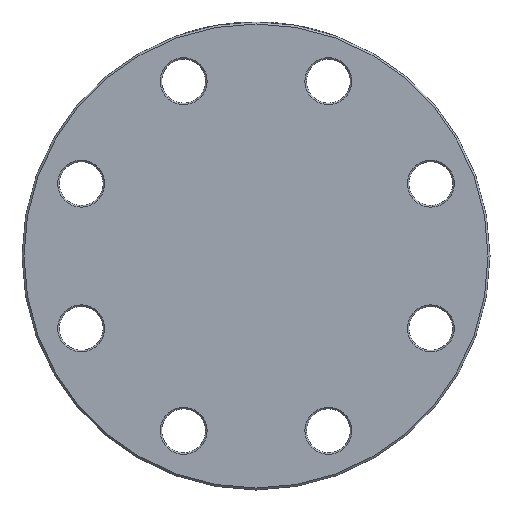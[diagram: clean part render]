
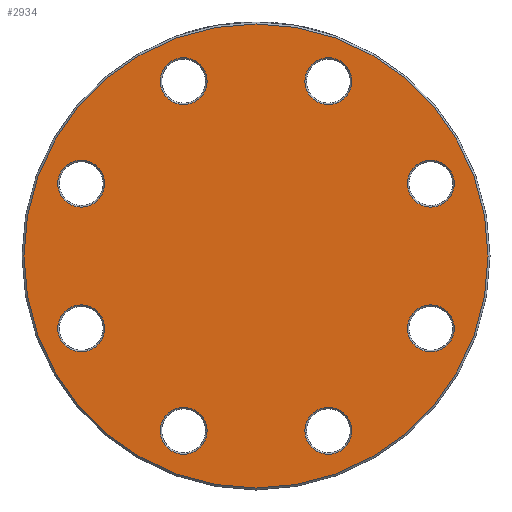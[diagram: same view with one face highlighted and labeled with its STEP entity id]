
A CAD part, left-side view. The second image highlights one B-rep face of the part: STEP entity #2934.
In plain terms, the highlighted planar face has unit normal (-1, 0, 0).
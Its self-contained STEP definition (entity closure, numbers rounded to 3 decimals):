
#123 = VERTEX_POINT ( 'NONE', #3925 ) ;
#126 = ORIENTED_EDGE ( 'NONE', *, *, #4102, .T. ) ;
#137 = CARTESIAN_POINT ( 'NONE',  ( 0., -36.355, 87.769 ) ) ;
#148 = CARTESIAN_POINT ( 'NONE',  ( 0., -87.769, 36.355 ) ) ;
#247 = AXIS2_PLACEMENT_3D ( 'NONE', #3107, #3492, #3464 ) ;
#327 = FACE_BOUND ( 'NONE', #3001, .T. ) ;
#345 = CARTESIAN_POINT ( 'NONE',  ( 0., 36.355, 87.769 ) ) ;
#413 = CIRCLE ( 'NONE', #3757, 11.8 ) ;
#455 = DIRECTION ( 'NONE',  ( 1., 0., 0. ) ) ;
#474 = VERTEX_POINT ( 'NONE', #2290 ) ;
#531 = DIRECTION ( 'NONE',  ( 1., 0., 0. ) ) ;
#553 = EDGE_CURVE ( 'NONE', #5568, #5568, #413, .T. ) ;
#626 = VERTEX_POINT ( 'NONE', #5748 ) ;
#638 = EDGE_LOOP ( 'NONE', ( #4798 ) ) ;
#719 = DIRECTION ( 'NONE',  ( 0., 0., -1. ) ) ;
#743 = ORIENTED_EDGE ( 'NONE', *, *, #553, .T. ) ;
#751 = CARTESIAN_POINT ( 'NONE',  ( 0., 87.769, -36.355 ) ) ;
#767 = FACE_BOUND ( 'NONE', #2355, .T. ) ;
#1095 = EDGE_LOOP ( 'NONE', ( #1758 ) ) ;
#1121 = CARTESIAN_POINT ( 'NONE',  ( 0., 0., 0. ) ) ;
#1187 = FACE_BOUND ( 'NONE', #1245, .T. ) ;
#1204 = CARTESIAN_POINT ( 'NONE',  ( 0., -87.769, 24.555 ) ) ;
#1245 = EDGE_LOOP ( 'NONE', ( #743 ) ) ;
#1271 = DIRECTION ( 'NONE',  ( 0., 0., -1. ) ) ;
#1400 = VERTEX_POINT ( 'NONE', #5051 ) ;
#1470 = AXIS2_PLACEMENT_3D ( 'NONE', #751, #4878, #2590 ) ;
#1474 = DIRECTION ( 'NONE',  ( 0., 0., -1. ) ) ;
#1582 = CARTESIAN_POINT ( 'NONE',  ( 0., -36.355, -87.769 ) ) ;
#1651 = CARTESIAN_POINT ( 'NONE',  ( 0., -87.769, -48.155 ) ) ;
#1652 = EDGE_LOOP ( 'NONE', ( #1873 ) ) ;
#1707 = DIRECTION ( 'NONE',  ( 0., 0., -1. ) ) ;
#1758 = ORIENTED_EDGE ( 'NONE', *, *, #3666, .T. ) ;
#1873 = ORIENTED_EDGE ( 'NONE', *, *, #5514, .T. ) ;
#1917 = DIRECTION ( 'NONE',  ( 1., 0., 0. ) ) ;
#1930 = VERTEX_POINT ( 'NONE', #3028 ) ;
#1942 = AXIS2_PLACEMENT_3D ( 'NONE', #4813, #2556, #1271 ) ;
#2034 = CIRCLE ( 'NONE', #4050, 11.8 ) ;
#2076 = DIRECTION ( 'NONE',  ( 1., 0., 0. ) ) ;
#2162 = FACE_BOUND ( 'NONE', #1652, .T. ) ;
#2226 = CARTESIAN_POINT ( 'NONE',  ( 0., 36.355, -99.569 ) ) ;
#2235 = CIRCLE ( 'NONE', #3568, 11.8 ) ;
#2290 = CARTESIAN_POINT ( 'NONE',  ( 0., -36.355, 75.969 ) ) ;
#2335 = CARTESIAN_POINT ( 'NONE',  ( 0., 36.355, -87.769 ) ) ;
#2355 = EDGE_LOOP ( 'NONE', ( #5553 ) ) ;
#2393 = EDGE_CURVE ( 'NONE', #474, #474, #5101, .T. ) ;
#2529 = EDGE_LOOP ( 'NONE', ( #3598 ) ) ;
#2546 = CARTESIAN_POINT ( 'NONE',  ( 0., 36.355, 75.969 ) ) ;
#2556 = DIRECTION ( 'NONE',  ( 1., 0., 0. ) ) ;
#2582 = FACE_BOUND ( 'NONE', #3472, .T. ) ;
#2590 = DIRECTION ( 'NONE',  ( 0., 0., -1. ) ) ;
#2596 = EDGE_CURVE ( 'NONE', #1400, #1400, #4147, .T. ) ;
#2821 = CIRCLE ( 'NONE', #4446, 11.8 ) ;
#2934 = ADVANCED_FACE ( 'NONE', ( #4868, #767, #2582, #5760, #5284, #2162, #3510, #1187, #327 ), #5814, .F. ) ;
#2962 = ORIENTED_EDGE ( 'NONE', *, *, #2596, .T. ) ;
#3001 = EDGE_LOOP ( 'NONE', ( #2962 ) ) ;
#3028 = CARTESIAN_POINT ( 'NONE',  ( 0., -36.355, -99.569 ) ) ;
#3107 = CARTESIAN_POINT ( 'NONE',  ( 0., 87.769, 36.355 ) ) ;
#3303 = DIRECTION ( 'NONE',  ( 0., 0., -1. ) ) ;
#3347 = AXIS2_PLACEMENT_3D ( 'NONE', #5259, #4026, #719 ) ;
#3419 = DIRECTION ( 'NONE',  ( 0., 0., -1. ) ) ;
#3464 = DIRECTION ( 'NONE',  ( 0., 0., -1. ) ) ;
#3472 = EDGE_LOOP ( 'NONE', ( #5217 ) ) ;
#3492 = DIRECTION ( 'NONE',  ( 1., 0., 0. ) ) ;
#3510 = FACE_BOUND ( 'NONE', #1095, .T. ) ;
#3568 = AXIS2_PLACEMENT_3D ( 'NONE', #345, #4474, #1707 ) ;
#3598 = ORIENTED_EDGE ( 'NONE', *, *, #2393, .T. ) ;
#3666 = EDGE_CURVE ( 'NONE', #1930, #1930, #2034, .T. ) ;
#3757 = AXIS2_PLACEMENT_3D ( 'NONE', #2335, #455, #4680 ) ;
#3789 = VERTEX_POINT ( 'NONE', #1204 ) ;
#3925 = CARTESIAN_POINT ( 'NONE',  ( 0., 87.769, 24.555 ) ) ;
#4026 = DIRECTION ( 'NONE',  ( 1., 0., 0. ) ) ;
#4050 = AXIS2_PLACEMENT_3D ( 'NONE', #1582, #2076, #4371 ) ;
#4102 = EDGE_CURVE ( 'NONE', #3789, #3789, #2821, .T. ) ;
#4147 = CIRCLE ( 'NONE', #1470, 11.8 ) ;
#4183 = EDGE_CURVE ( 'NONE', #5167, #5167, #2235, .T. ) ;
#4337 = AXIS2_PLACEMENT_3D ( 'NONE', #137, #1917, #1474 ) ;
#4371 = DIRECTION ( 'NONE',  ( 0., 0., -1. ) ) ;
#4409 = CIRCLE ( 'NONE', #3347, 11.8 ) ;
#4446 = AXIS2_PLACEMENT_3D ( 'NONE', #148, #531, #3303 ) ;
#4474 = DIRECTION ( 'NONE',  ( 1., 0., 0. ) ) ;
#4521 = EDGE_LOOP ( 'NONE', ( #126 ) ) ;
#4549 = CIRCLE ( 'NONE', #247, 11.8 ) ;
#4667 = VERTEX_POINT ( 'NONE', #1651 ) ;
#4680 = DIRECTION ( 'NONE',  ( 0., 0., -1. ) ) ;
#4712 = EDGE_CURVE ( 'NONE', #123, #123, #4549, .T. ) ;
#4798 = ORIENTED_EDGE ( 'NONE', *, *, #5099, .T. ) ;
#4813 = CARTESIAN_POINT ( 'NONE',  ( 0., 0., 0. ) ) ;
#4868 = FACE_OUTER_BOUND ( 'NONE', #638, .T. ) ;
#4878 = DIRECTION ( 'NONE',  ( 1., 0., 0. ) ) ;
#5051 = CARTESIAN_POINT ( 'NONE',  ( 0., 87.769, -48.155 ) ) ;
#5099 = EDGE_CURVE ( 'NONE', #626, #626, #5395, .T. ) ;
#5101 = CIRCLE ( 'NONE', #4337, 11.8 ) ;
#5167 = VERTEX_POINT ( 'NONE', #2546 ) ;
#5217 = ORIENTED_EDGE ( 'NONE', *, *, #4183, .T. ) ;
#5259 = CARTESIAN_POINT ( 'NONE',  ( 0., -87.769, -36.355 ) ) ;
#5284 = FACE_BOUND ( 'NONE', #4521, .T. ) ;
#5395 = CIRCLE ( 'NONE', #5503, 116.5 ) ;
#5503 = AXIS2_PLACEMENT_3D ( 'NONE', #1121, #5726, #3419 ) ;
#5514 = EDGE_CURVE ( 'NONE', #4667, #4667, #4409, .T. ) ;
#5553 = ORIENTED_EDGE ( 'NONE', *, *, #4712, .T. ) ;
#5568 = VERTEX_POINT ( 'NONE', #2226 ) ;
#5726 = DIRECTION ( 'NONE',  ( -1., 0., 0. ) ) ;
#5748 = CARTESIAN_POINT ( 'NONE',  ( 0., 0., -116.5 ) ) ;
#5760 = FACE_BOUND ( 'NONE', #2529, .T. ) ;
#5814 = PLANE ( 'NONE',  #1942 ) ;
